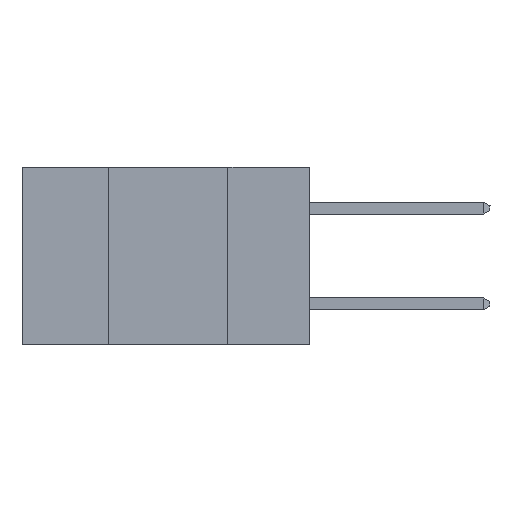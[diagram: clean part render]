
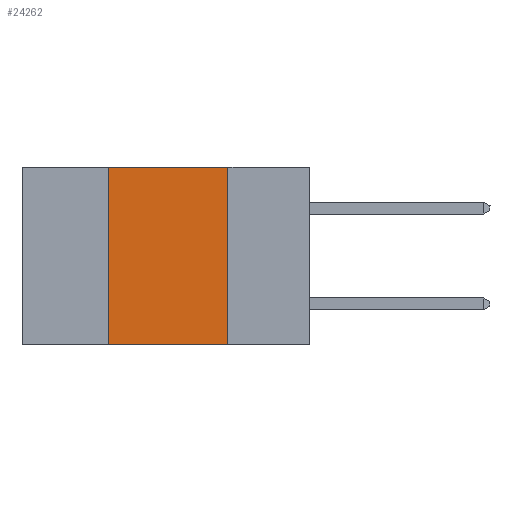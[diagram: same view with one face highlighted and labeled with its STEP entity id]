
A CAD part, left-side view. The second image highlights one B-rep face of the part: STEP entity #24262.
In plain terms, the highlighted planar face has unit normal (-1, 0, 0).
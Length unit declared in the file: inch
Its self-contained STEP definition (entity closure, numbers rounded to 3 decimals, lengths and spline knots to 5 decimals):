
#1074 = ORIENTED_EDGE ( 'NONE', *, *, #25342, .F. ) ;
#3337 = DIRECTION ( 'NONE',  ( 0., 0., -1. ) ) ;
#3632 = ORIENTED_EDGE ( 'NONE', *, *, #14007, .T. ) ;
#5493 = DIRECTION ( 'NONE',  ( 0., 0., -1. ) ) ;
#5834 = VERTEX_POINT ( 'NONE', #26507 ) ;
#5945 = ORIENTED_EDGE ( 'NONE', *, *, #12884, .F. ) ;
#7141 = VECTOR ( 'NONE', #10659, 39.37008 ) ;
#7258 = VERTEX_POINT ( 'NONE', #21072 ) ;
#9170 = LINE ( 'NONE', #15496, #20268 ) ;
#9236 = VECTOR ( 'NONE', #17307, 39.37008 ) ;
#10659 = DIRECTION ( 'NONE',  ( 0., -1., 0. ) ) ;
#12884 = EDGE_CURVE ( 'NONE', #5834, #7258, #26311, .T. ) ;
#13030 = EDGE_LOOP ( 'NONE', ( #5945, #15719, #1074, #3632 ) ) ;
#13541 = VERTEX_POINT ( 'NONE', #23744 ) ;
#13700 = CARTESIAN_POINT ( 'NONE',  ( 0., 0.6, 0. ) ) ;
#14007 = EDGE_CURVE ( 'NONE', #13541, #7258, #9170, .T. ) ;
#14386 = EDGE_CURVE ( 'NONE', #26568, #5834, #21382, .T. ) ;
#15496 = CARTESIAN_POINT ( 'NONE',  ( 0., 0.6, -0.37 ) ) ;
#15719 = ORIENTED_EDGE ( 'NONE', *, *, #14386, .F. ) ;
#15788 = FACE_OUTER_BOUND ( 'NONE', #13030, .T. ) ;
#15897 = CARTESIAN_POINT ( 'NONE',  ( 0., 0.17, 0. ) ) ;
#17307 = DIRECTION ( 'NONE',  ( 0., 0., 1. ) ) ;
#18411 = AXIS2_PLACEMENT_3D ( 'NONE', #13700, #22089, #3337 ) ;
#19252 = CARTESIAN_POINT ( 'NONE',  ( 0., 0.42, 0. ) ) ;
#20268 = VECTOR ( 'NONE', #25925, 39.37008 ) ;
#21072 = CARTESIAN_POINT ( 'NONE',  ( 0., 0.17, -0.37 ) ) ;
#21382 = LINE ( 'NONE', #23286, #7141 ) ;
#22089 = DIRECTION ( 'NONE',  ( 1., 0., 0. ) ) ;
#22253 = VECTOR ( 'NONE', #5493, 39.37008 ) ;
#22302 = CARTESIAN_POINT ( 'NONE',  ( 0., 0.42, 0. ) ) ;
#23199 = LINE ( 'NONE', #19252, #9236 ) ;
#23286 = CARTESIAN_POINT ( 'NONE',  ( 0., 0.6, 0. ) ) ;
#23744 = CARTESIAN_POINT ( 'NONE',  ( 0., 0.42, -0.37 ) ) ;
#24138 = PLANE ( 'NONE',  #18411 ) ;
#24262 = ADVANCED_FACE ( 'NONE', ( #15788 ), #24138, .F. ) ;
#25342 = EDGE_CURVE ( 'NONE', #13541, #26568, #23199, .T. ) ;
#25925 = DIRECTION ( 'NONE',  ( 0., -1., 0. ) ) ;
#26311 = LINE ( 'NONE', #15897, #22253 ) ;
#26507 = CARTESIAN_POINT ( 'NONE',  ( 0., 0.17, 0. ) ) ;
#26568 = VERTEX_POINT ( 'NONE', #22302 ) ;
